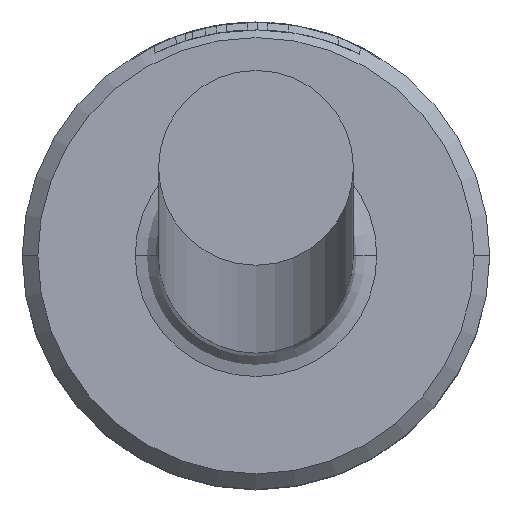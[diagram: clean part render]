
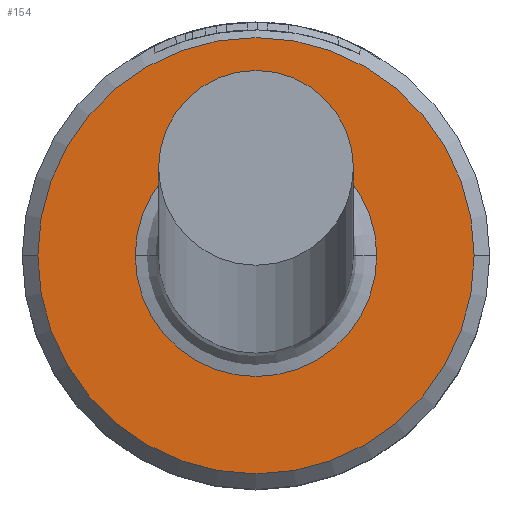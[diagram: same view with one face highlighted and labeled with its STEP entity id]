
A CAD part, top view. The second image highlights one B-rep face of the part: STEP entity #154.
In plain terms, the highlighted planar face has unit normal (0, 0, 1).
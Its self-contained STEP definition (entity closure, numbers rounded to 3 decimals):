
#8 = VERTEX_POINT ( 'NONE', #415 ) ;
#47 = PLANE ( 'NONE',  #92 ) ;
#92 = AXIS2_PLACEMENT_3D ( 'NONE', #772, #1018, #586 ) ;
#105 = EDGE_LOOP ( 'NONE', ( #723, #367 ) ) ;
#111 = CIRCLE ( 'NONE', #464, 2.8 ) ;
#117 = EDGE_CURVE ( 'NONE', #691, #188, #310, .T. ) ;
#122 = VERTEX_POINT ( 'NONE', #751 ) ;
#145 = CARTESIAN_POINT ( 'NONE',  ( 1.55, 0., 4. ) ) ;
#154 = ADVANCED_FACE ( 'NONE', ( #281, #284 ), #47, .T. ) ;
#188 = VERTEX_POINT ( 'NONE', #145 ) ;
#198 = CIRCLE ( 'NONE', #1113, 1.55 ) ;
#230 = AXIS2_PLACEMENT_3D ( 'NONE', #424, #612, #628 ) ;
#281 = FACE_OUTER_BOUND ( 'NONE', #105, .T. ) ;
#282 = AXIS2_PLACEMENT_3D ( 'NONE', #965, #437, #1058 ) ;
#284 = FACE_BOUND ( 'NONE', #593, .T. ) ;
#310 = CIRCLE ( 'NONE', #230, 1.55 ) ;
#338 = EDGE_CURVE ( 'NONE', #122, #8, #111, .T. ) ;
#367 = ORIENTED_EDGE ( 'NONE', *, *, #338, .T. ) ;
#409 = CARTESIAN_POINT ( 'NONE',  ( 0., 0., 4. ) ) ;
#415 = CARTESIAN_POINT ( 'NONE',  ( -2.8, 0., 4. ) ) ;
#424 = CARTESIAN_POINT ( 'NONE',  ( 0., 0., 4. ) ) ;
#437 = DIRECTION ( 'NONE',  ( 0., 0., 1. ) ) ;
#464 = AXIS2_PLACEMENT_3D ( 'NONE', #1162, #732, #737 ) ;
#505 = DIRECTION ( 'NONE',  ( -1., 0., 0. ) ) ;
#580 = CARTESIAN_POINT ( 'NONE',  ( -1.55, 0., 4. ) ) ;
#586 = DIRECTION ( 'NONE',  ( 1., 0., 0. ) ) ;
#593 = EDGE_LOOP ( 'NONE', ( #621, #878 ) ) ;
#612 = DIRECTION ( 'NONE',  ( 0., 0., -1. ) ) ;
#621 = ORIENTED_EDGE ( 'NONE', *, *, #117, .T. ) ;
#628 = DIRECTION ( 'NONE',  ( -1., 0., 0. ) ) ;
#691 = VERTEX_POINT ( 'NONE', #580 ) ;
#723 = ORIENTED_EDGE ( 'NONE', *, *, #989, .T. ) ;
#732 = DIRECTION ( 'NONE',  ( 0., 0., 1. ) ) ;
#737 = DIRECTION ( 'NONE',  ( 1., 0., 0. ) ) ;
#751 = CARTESIAN_POINT ( 'NONE',  ( 2.8, 0., 4. ) ) ;
#772 = CARTESIAN_POINT ( 'NONE',  ( 0., 0., 4. ) ) ;
#791 = CIRCLE ( 'NONE', #282, 2.8 ) ;
#878 = ORIENTED_EDGE ( 'NONE', *, *, #1164, .T. ) ;
#965 = CARTESIAN_POINT ( 'NONE',  ( 0., 0., 4. ) ) ;
#989 = EDGE_CURVE ( 'NONE', #8, #122, #791, .T. ) ;
#1018 = DIRECTION ( 'NONE',  ( 0., 0., 1. ) ) ;
#1027 = DIRECTION ( 'NONE',  ( 0., 0., -1. ) ) ;
#1058 = DIRECTION ( 'NONE',  ( 1., 0., 0. ) ) ;
#1113 = AXIS2_PLACEMENT_3D ( 'NONE', #409, #1027, #505 ) ;
#1162 = CARTESIAN_POINT ( 'NONE',  ( 0., 0., 4. ) ) ;
#1164 = EDGE_CURVE ( 'NONE', #188, #691, #198, .T. ) ;
